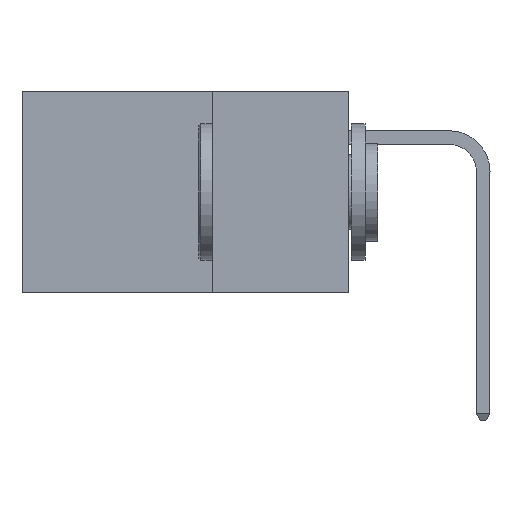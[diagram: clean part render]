
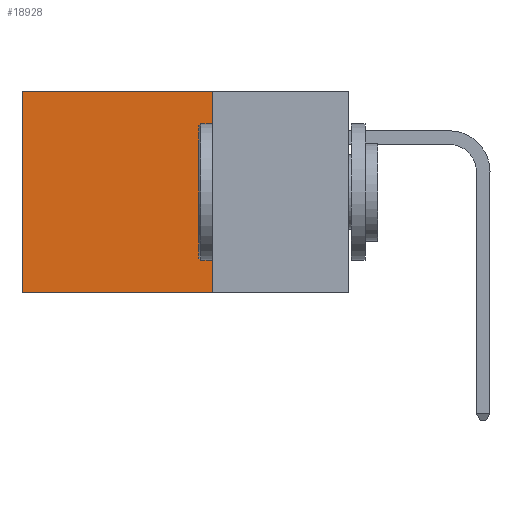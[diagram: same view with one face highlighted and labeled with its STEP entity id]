
A CAD part, left-side view. The second image highlights one B-rep face of the part: STEP entity #18928.
In plain terms, the highlighted planar face has unit normal (-1, 0, 0).
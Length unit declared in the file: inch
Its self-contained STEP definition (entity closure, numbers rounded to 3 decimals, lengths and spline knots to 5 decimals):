
#129 = EDGE_LOOP ( 'NONE', ( #7615, #14725, #5787, #18547 ) ) ;
#1285 = EDGE_CURVE ( 'NONE', #19488, #20960, #6466, .T. ) ;
#2278 = VECTOR ( 'NONE', #15349, 39.37008 ) ;
#2401 = VECTOR ( 'NONE', #19069, 39.37008 ) ;
#2433 = CARTESIAN_POINT ( 'NONE',  ( 0.2875, 0.25, -0.37 ) ) ;
#3237 = CARTESIAN_POINT ( 'NONE',  ( 0.2875, 0.6, 0. ) ) ;
#4967 = EDGE_CURVE ( 'NONE', #13862, #16761, #11227, .T. ) ;
#5787 = ORIENTED_EDGE ( 'NONE', *, *, #4967, .F. ) ;
#6466 = LINE ( 'NONE', #10305, #18845 ) ;
#6542 = DIRECTION ( 'NONE',  ( 1., 0., 0. ) ) ;
#7303 = CARTESIAN_POINT ( 'NONE',  ( 0.2875, 0.25, 0. ) ) ;
#7615 = ORIENTED_EDGE ( 'NONE', *, *, #1285, .T. ) ;
#10305 = CARTESIAN_POINT ( 'NONE',  ( 0.2875, 0.6, 0. ) ) ;
#11227 = LINE ( 'NONE', #17524, #2401 ) ;
#12296 = VECTOR ( 'NONE', #16797, 39.37008 ) ;
#12796 = LINE ( 'NONE', #18270, #12296 ) ;
#13047 = CARTESIAN_POINT ( 'NONE',  ( 0.2875, 0.25, 0. ) ) ;
#13862 = VERTEX_POINT ( 'NONE', #20214 ) ;
#14654 = PLANE ( 'NONE',  #19117 ) ;
#14725 = ORIENTED_EDGE ( 'NONE', *, *, #19158, .F. ) ;
#15349 = DIRECTION ( 'NONE',  ( 0., 1., 0. ) ) ;
#16674 = EDGE_CURVE ( 'NONE', #13862, #19488, #19122, .T. ) ;
#16761 = VERTEX_POINT ( 'NONE', #2433 ) ;
#16797 = DIRECTION ( 'NONE',  ( 0., 1., 0. ) ) ;
#17293 = FACE_OUTER_BOUND ( 'NONE', #129, .T. ) ;
#17524 = CARTESIAN_POINT ( 'NONE',  ( 0.2875, 0.25, 0. ) ) ;
#17847 = DIRECTION ( 'NONE',  ( 0., 0., -1. ) ) ;
#18270 = CARTESIAN_POINT ( 'NONE',  ( 0.2875, 0.25, -0.37 ) ) ;
#18547 = ORIENTED_EDGE ( 'NONE', *, *, #16674, .T. ) ;
#18607 = CARTESIAN_POINT ( 'NONE',  ( 0.2875, 0.6, -0.37 ) ) ;
#18845 = VECTOR ( 'NONE', #19599, 39.37008 ) ;
#18928 = ADVANCED_FACE ( 'NONE', ( #17293 ), #14654, .F. ) ;
#19069 = DIRECTION ( 'NONE',  ( 0., 0., -1. ) ) ;
#19117 = AXIS2_PLACEMENT_3D ( 'NONE', #13047, #6542, #17847 ) ;
#19122 = LINE ( 'NONE', #7303, #2278 ) ;
#19158 = EDGE_CURVE ( 'NONE', #16761, #20960, #12796, .T. ) ;
#19488 = VERTEX_POINT ( 'NONE', #3237 ) ;
#19599 = DIRECTION ( 'NONE',  ( 0., 0., -1. ) ) ;
#20214 = CARTESIAN_POINT ( 'NONE',  ( 0.2875, 0.25, 0. ) ) ;
#20960 = VERTEX_POINT ( 'NONE', #18607 ) ;
